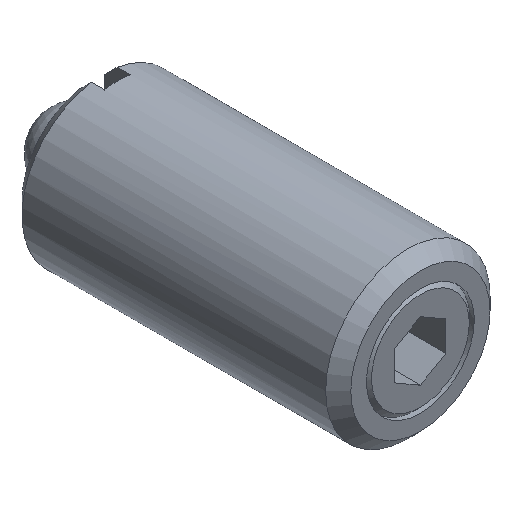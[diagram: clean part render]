
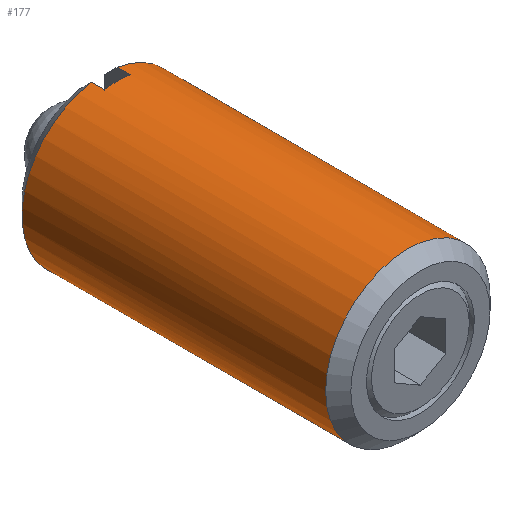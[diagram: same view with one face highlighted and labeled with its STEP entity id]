
A CAD part, isometric view. The second image highlights one B-rep face of the part: STEP entity #177.
In plain terms, the highlighted cylindrical face has radius 8 mm (diameter 16 mm), a full revolution.
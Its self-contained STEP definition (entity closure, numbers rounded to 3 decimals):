
#177 = ADVANCED_FACE( '', ( #369, #370 ), #371, .T. );
#369 = FACE_OUTER_BOUND( '', #565, .T. );
#370 = FACE_OUTER_BOUND( '', #566, .T. );
#371 = CYLINDRICAL_SURFACE( '', #567, 8. );
#565 = EDGE_LOOP( '', ( #987 ) );
#566 = EDGE_LOOP( '', ( #988, #989, #990, #991, #992, #993, #994, #995, #996, #997, #998, #999, #1000, #1001, #1002, #1003 ) );
#567 = AXIS2_PLACEMENT_3D( '', #1004, #1005, #1006 );
#987 = ORIENTED_EDGE( '', *, *, #1230, .F. );
#988 = ORIENTED_EDGE( '', *, *, #1236, .F. );
#989 = ORIENTED_EDGE( '', *, *, #1232, .T. );
#990 = ORIENTED_EDGE( '', *, *, #1132, .T. );
#991 = ORIENTED_EDGE( '', *, *, #1178, .T. );
#992 = ORIENTED_EDGE( '', *, *, #1192, .T. );
#993 = ORIENTED_EDGE( '', *, *, #1238, .F. );
#994 = ORIENTED_EDGE( '', *, *, #1188, .F. );
#995 = ORIENTED_EDGE( '', *, *, #1216, .F. );
#996 = ORIENTED_EDGE( '', *, *, #1239, .T. );
#997 = ORIENTED_EDGE( '', *, *, #1240, .F. );
#998 = ORIENTED_EDGE( '', *, *, #1203, .F. );
#999 = ORIENTED_EDGE( '', *, *, #1158, .F. );
#1000 = ORIENTED_EDGE( '', *, *, #1227, .T. );
#1001 = ORIENTED_EDGE( '', *, *, #1241, .F. );
#1002 = ORIENTED_EDGE( '', *, *, #1077, .F. );
#1003 = ORIENTED_EDGE( '', *, *, #1086, .F. );
#1004 = CARTESIAN_POINT( '', ( 0., 0., 0. ) );
#1005 = DIRECTION( '', ( 0., 1., 0. ) );
#1006 = DIRECTION( '', ( 0., 0., -1. ) );
#1077 = EDGE_CURVE( '', #1259, #1262, #1263, .F. );
#1086 = EDGE_CURVE( '', #1277, #1259, #1278, .F. );
#1132 = EDGE_CURVE( '', #1349, #1350, #1351, .F. );
#1158 = EDGE_CURVE( '', #1391, #1393, #1394, .T. );
#1178 = EDGE_CURVE( '', #1350, #1421, #1423, .F. );
#1188 = EDGE_CURVE( '', #1436, #1439, #1440, .T. );
#1192 = EDGE_CURVE( '', #1421, #1445, #1446, .T. );
#1203 = EDGE_CURVE( '', #1393, #1458, #1459, .T. );
#1216 = EDGE_CURVE( '', #1474, #1436, #1476, .T. );
#1227 = EDGE_CURVE( '', #1391, #1486, #1488, .T. );
#1230 = EDGE_CURVE( '', #1491, #1491, #1492, .T. );
#1232 = EDGE_CURVE( '', #1494, #1349, #1495, .F. );
#1236 = EDGE_CURVE( '', #1494, #1277, #1499, .T. );
#1238 = EDGE_CURVE( '', #1439, #1445, #1501, .F. );
#1239 = EDGE_CURVE( '', #1474, #1502, #1503, .T. );
#1240 = EDGE_CURVE( '', #1458, #1502, #1504, .F. );
#1241 = EDGE_CURVE( '', #1262, #1486, #1505, .F. );
#1259 = VERTEX_POINT( '', #1525 );
#1262 = VERTEX_POINT( '', #1529 );
#1263 = LINE( '', #1530, #1531 );
#1277 = VERTEX_POINT( '', #1551 );
#1278 = LINE( '', #1552, #1553 );
#1349 = VERTEX_POINT( '', #1811 );
#1350 = VERTEX_POINT( '', #1812 );
#1351 = LINE( '', #1813, #1814 );
#1391 = VERTEX_POINT( '', #1869 );
#1393 = VERTEX_POINT( '', #1874 );
#1394 = LINE( '', #1875, #1876 );
#1421 = VERTEX_POINT( '', #1914 );
#1423 = LINE( '', #1919, #1920 );
#1436 = VERTEX_POINT( '', #1936 );
#1439 = VERTEX_POINT( '', #1940 );
#1440 = CIRCLE( '', #1941, 8. );
#1445 = VERTEX_POINT( '', #1947 );
#1446 = CIRCLE( '', #1948, 8. );
#1458 = VERTEX_POINT( '', #1968 );
#1459 = CIRCLE( '', #1969, 8. );
#1474 = VERTEX_POINT( '', #1988 );
#1476 = LINE( '', #1993, #1994 );
#1486 = VERTEX_POINT( '', #2007 );
#1488 = CIRCLE( '', #2012, 8. );
#1491 = VERTEX_POINT( '', #2015 );
#1492 = CIRCLE( '', #2016, 8. );
#1494 = VERTEX_POINT( '', #2018 );
#1495 = LINE( '', #2019, #2020 );
#1499 = CIRCLE( '', #2025, 8. );
#1501 = LINE( '', #2027, #2028 );
#1502 = VERTEX_POINT( '', #2029 );
#1503 = CIRCLE( '', #2030, 8. );
#1504 = LINE( '', #2031, #2032 );
#1505 = LINE( '', #2033, #2034 );
#1525 = CARTESIAN_POINT( '', ( 7.96, 14., -0.8 ) );
#1529 = CARTESIAN_POINT( '', ( 7.96, 28., -0.8 ) );
#1530 = CARTESIAN_POINT( '', ( 7.96, 0., -0.8 ) );
#1531 = VECTOR( '', #2060, 1000. );
#1551 = CARTESIAN_POINT( '', ( 7.96, 11.5, -0.8 ) );
#1552 = CARTESIAN_POINT( '', ( 7.96, 0., -0.8 ) );
#1553 = VECTOR( '', #2067, 1000. );
#1811 = CARTESIAN_POINT( '', ( 7.96, 14., 0.8 ) );
#1812 = CARTESIAN_POINT( '', ( 7.96, 28., 0.8 ) );
#1813 = CARTESIAN_POINT( '', ( 7.96, 0., 0.8 ) );
#1814 = VECTOR( '', #2111, 1000. );
#1869 = CARTESIAN_POINT( '', ( 1.25, 30.773, -7.902 ) );
#1874 = CARTESIAN_POINT( '', ( 1.25, 29.5, -7.902 ) );
#1875 = CARTESIAN_POINT( '', ( 1.25, 0., -7.902 ) );
#1876 = VECTOR( '', #2139, 1000. );
#1914 = CARTESIAN_POINT( '', ( 7.96, 30.773, 0.8 ) );
#1919 = CARTESIAN_POINT( '', ( 7.96, 0., 0.8 ) );
#1920 = VECTOR( '', #2160, 1000. );
#1936 = CARTESIAN_POINT( '', ( -1.25, 29.5, 7.902 ) );
#1940 = CARTESIAN_POINT( '', ( 1.25, 29.5, 7.902 ) );
#1941 = AXIS2_PLACEMENT_3D( '', #2171, #2172, #2173 );
#1947 = CARTESIAN_POINT( '', ( 1.25, 30.773, 7.902 ) );
#1948 = AXIS2_PLACEMENT_3D( '', #2178, #2179, #2180 );
#1968 = CARTESIAN_POINT( '', ( -1.25, 29.5, -7.902 ) );
#1969 = AXIS2_PLACEMENT_3D( '', #2186, #2187, #2188 );
#1988 = CARTESIAN_POINT( '', ( -1.25, 30.773, 7.902 ) );
#1993 = CARTESIAN_POINT( '', ( -1.25, 0., 7.902 ) );
#1994 = VECTOR( '', #2196, 1000. );
#2007 = CARTESIAN_POINT( '', ( 7.96, 30.773, -0.8 ) );
#2012 = AXIS2_PLACEMENT_3D( '', #2203, #2204, #2205 );
#2015 = CARTESIAN_POINT( '', ( 0., 1.227, -8. ) );
#2016 = AXIS2_PLACEMENT_3D( '', #2206, #2207, #2208 );
#2018 = CARTESIAN_POINT( '', ( 7.96, 11.5, 0.8 ) );
#2019 = CARTESIAN_POINT( '', ( 7.96, 0., 0.8 ) );
#2020 = VECTOR( '', #2209, 1000. );
#2025 = AXIS2_PLACEMENT_3D( '', #2211, #2212, #2213 );
#2027 = CARTESIAN_POINT( '', ( 1.25, 0., 7.902 ) );
#2028 = VECTOR( '', #2214, 1000. );
#2029 = CARTESIAN_POINT( '', ( -1.25, 30.773, -7.902 ) );
#2030 = AXIS2_PLACEMENT_3D( '', #2215, #2216, #2217 );
#2031 = CARTESIAN_POINT( '', ( -1.25, 0., -7.902 ) );
#2032 = VECTOR( '', #2218, 1000. );
#2033 = CARTESIAN_POINT( '', ( 7.96, 0., -0.8 ) );
#2034 = VECTOR( '', #2219, 1000. );
#2060 = DIRECTION( '', ( 0., -1., 0. ) );
#2067 = DIRECTION( '', ( 0., -1., 0. ) );
#2111 = DIRECTION( '', ( 0., -1., 0. ) );
#2139 = DIRECTION( '', ( 0., -1., 0. ) );
#2160 = DIRECTION( '', ( 0., -1., 0. ) );
#2171 = CARTESIAN_POINT( '', ( 0., 29.5, 0. ) );
#2172 = DIRECTION( '', ( 0., 1., 0. ) );
#2173 = DIRECTION( '', ( 0., 0., 1. ) );
#2178 = CARTESIAN_POINT( '', ( 0., 30.773, 0. ) );
#2179 = DIRECTION( '', ( 0., -1., 0. ) );
#2180 = DIRECTION( '', ( 0., 0., -1. ) );
#2186 = CARTESIAN_POINT( '', ( 0., 29.5, 0. ) );
#2187 = DIRECTION( '', ( 0., 1., 0. ) );
#2188 = DIRECTION( '', ( 0., 0., 1. ) );
#2196 = DIRECTION( '', ( 0., -1., 0. ) );
#2203 = CARTESIAN_POINT( '', ( 0., 30.773, 0. ) );
#2204 = DIRECTION( '', ( 0., -1., 0. ) );
#2205 = DIRECTION( '', ( 0., 0., -1. ) );
#2206 = CARTESIAN_POINT( '', ( 0., 1.227, 0. ) );
#2207 = DIRECTION( '', ( 0., -1., 0. ) );
#2208 = DIRECTION( '', ( 0., 0., -1. ) );
#2209 = DIRECTION( '', ( 0., -1., 0. ) );
#2211 = CARTESIAN_POINT( '', ( 0., 11.5, 0. ) );
#2212 = DIRECTION( '', ( 0., 1., 0. ) );
#2213 = DIRECTION( '', ( 0., 0., 1. ) );
#2214 = DIRECTION( '', ( 0., -1., 0. ) );
#2215 = CARTESIAN_POINT( '', ( 0., 30.773, 0. ) );
#2216 = DIRECTION( '', ( 0., -1., 0. ) );
#2217 = DIRECTION( '', ( 0., 0., -1. ) );
#2218 = DIRECTION( '', ( 0., -1., 0. ) );
#2219 = DIRECTION( '', ( 0., -1., 0. ) );
